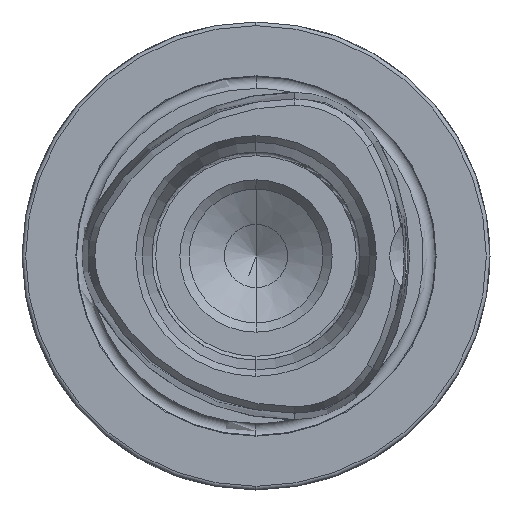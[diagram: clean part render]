
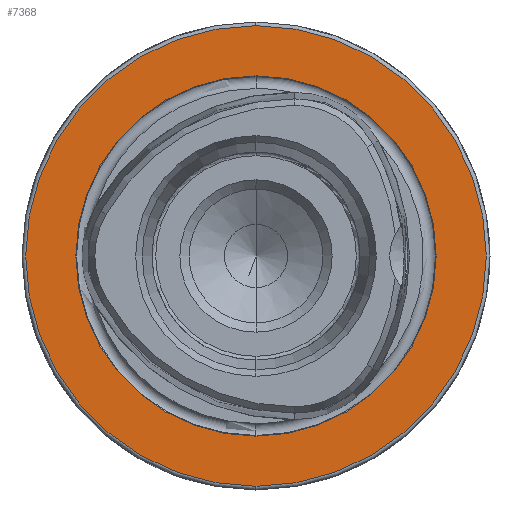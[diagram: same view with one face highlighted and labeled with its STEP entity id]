
A CAD part, left-side view. The second image highlights one B-rep face of the part: STEP entity #7368.
In plain terms, the highlighted planar face has unit normal (-1, 0, 0).
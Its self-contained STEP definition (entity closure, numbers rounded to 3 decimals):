
#26 = CIRCLE ( 'NONE', #10619, 31. ) ;
#79 = CIRCLE ( 'NONE', #10616, 24.25 ) ;
#1259 = FACE_OUTER_BOUND ( 'NONE', #3893, .T. ) ;
#1296 = FACE_BOUND ( 'NONE', #3894, .T. ) ;
#1746 = CARTESIAN_POINT ( 'NONE',  ( 0., 0., -31. ) ) ;
#2582 = DIRECTION ( 'NONE',  ( 0., 0., -1. ) ) ;
#2583 = DIRECTION ( 'NONE',  ( 1., 0., 0. ) ) ;
#2585 = PLANE ( 'NONE',  #11392 ) ;
#2592 = CARTESIAN_POINT ( 'NONE',  ( 0., 24.25, 0. ) ) ;
#3147 = CARTESIAN_POINT ( 'NONE',  ( 0., 0., 0. ) ) ;
#3148 = DIRECTION ( 'NONE',  ( -1., 0., 0. ) ) ;
#3149 = DIRECTION ( 'NONE',  ( 0., 0., 1. ) ) ;
#3150 = CARTESIAN_POINT ( 'NONE',  ( 0., 0., 0. ) ) ;
#3151 = DIRECTION ( 'NONE',  ( -1., 0., 0. ) ) ;
#3152 = DIRECTION ( 'NONE',  ( 0., 0., 1. ) ) ;
#3893 = EDGE_LOOP ( 'NONE', ( #11536, #11535 ) ) ;
#3894 = EDGE_LOOP ( 'NONE', ( #11538, #11537 ) ) ;
#4510 = CARTESIAN_POINT ( 'NONE',  ( 0., 0., 0. ) ) ;
#4511 = DIRECTION ( 'NONE',  ( -1., 0., 0. ) ) ;
#4512 = DIRECTION ( 'NONE',  ( 0., 0., 1. ) ) ;
#4519 = CARTESIAN_POINT ( 'NONE',  ( 0., 0., 0. ) ) ;
#4520 = DIRECTION ( 'NONE',  ( -1., 0., 0. ) ) ;
#4521 = DIRECTION ( 'NONE',  ( 0., 0., 1. ) ) ;
#5331 = CIRCLE ( 'NONE', #10540, 31. ) ;
#5398 = CIRCLE ( 'NONE', #10539, 24.25 ) ;
#5597 = VERTEX_POINT ( 'NONE', #1746 ) ;
#5645 = VERTEX_POINT ( 'NONE', #10275 ) ;
#5707 = VERTEX_POINT ( 'NONE', #10263 ) ;
#5733 = VERTEX_POINT ( 'NONE', #8917 ) ;
#7368 = ADVANCED_FACE ( 'NONE', ( #1296, #1259 ), #2585, .F. ) ;
#8917 = CARTESIAN_POINT ( 'NONE',  ( 0., 0., 31. ) ) ;
#9316 = EDGE_CURVE ( 'NONE', #5645, #5707, #5398, .T. ) ;
#9318 = EDGE_CURVE ( 'NONE', #5597, #5733, #5331, .T. ) ;
#10246 = EDGE_CURVE ( 'NONE', #5707, #5645, #79, .T. ) ;
#10250 = EDGE_CURVE ( 'NONE', #5733, #5597, #26, .T. ) ;
#10263 = CARTESIAN_POINT ( 'NONE',  ( 0., 0., -24.25 ) ) ;
#10275 = CARTESIAN_POINT ( 'NONE',  ( 0., 0., 24.25 ) ) ;
#10539 = AXIS2_PLACEMENT_3D ( 'NONE', #3147, #3148, #3149 ) ;
#10540 = AXIS2_PLACEMENT_3D ( 'NONE', #3150, #3151, #3152 ) ;
#10616 = AXIS2_PLACEMENT_3D ( 'NONE', #4510, #4511, #4512 ) ;
#10619 = AXIS2_PLACEMENT_3D ( 'NONE', #4519, #4520, #4521 ) ;
#11392 = AXIS2_PLACEMENT_3D ( 'NONE', #2592, #2583, #2582 ) ;
#11535 = ORIENTED_EDGE ( 'NONE', *, *, #9318, .T. ) ;
#11536 = ORIENTED_EDGE ( 'NONE', *, *, #10250, .T. ) ;
#11537 = ORIENTED_EDGE ( 'NONE', *, *, #10246, .F. ) ;
#11538 = ORIENTED_EDGE ( 'NONE', *, *, #9316, .F. ) ;
